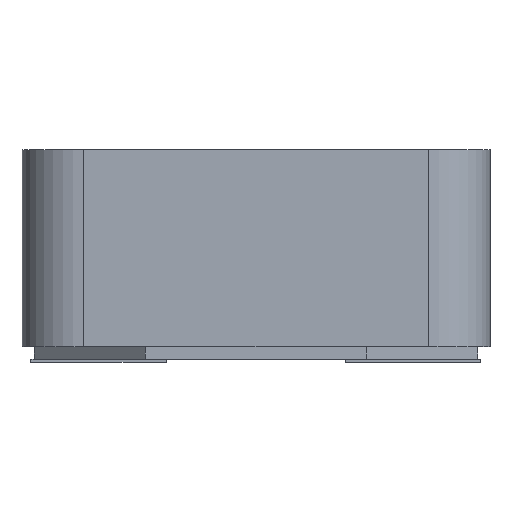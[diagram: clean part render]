
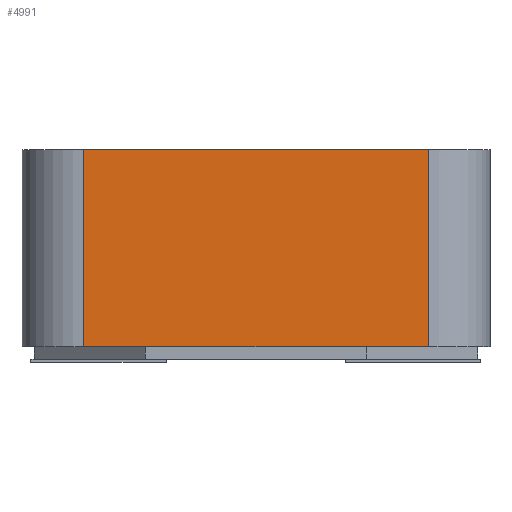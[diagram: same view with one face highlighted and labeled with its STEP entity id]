
A CAD part, left-side view. The second image highlights one B-rep face of the part: STEP entity #4991.
In plain terms, the highlighted planar face has unit normal (-1, 0, 0).
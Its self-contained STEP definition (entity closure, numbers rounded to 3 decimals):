
#212 = VERTEX_POINT ( 'NONE', #1625 ) ;
#213 = LINE ( 'NONE', #2309, #988 ) ;
#229 = ORIENTED_EDGE ( 'NONE', *, *, #2335, .T. ) ;
#409 = EDGE_CURVE ( 'NONE', #212, #3090, #213, .T. ) ;
#871 = EDGE_CURVE ( 'NONE', #212, #3031, #4510, .T. ) ;
#988 = VECTOR ( 'NONE', #4435, 1000. ) ;
#1223 = VECTOR ( 'NONE', #6219, 1000. ) ;
#1625 = CARTESIAN_POINT ( 'NONE',  ( -3.8, -2.8, 0.2 ) ) ;
#1754 = DIRECTION ( 'NONE',  ( 0., -1., 0. ) ) ;
#1923 = DIRECTION ( 'NONE',  ( 0., 1., 0. ) ) ;
#2125 = CARTESIAN_POINT ( 'NONE',  ( -3.8, 2.8, 3.4 ) ) ;
#2169 = ORIENTED_EDGE ( 'NONE', *, *, #871, .F. ) ;
#2195 = VECTOR ( 'NONE', #1923, 1000. ) ;
#2204 = EDGE_LOOP ( 'NONE', ( #2169, #2336, #3656, #229 ) ) ;
#2309 = CARTESIAN_POINT ( 'NONE',  ( -3.8, -2.8, 3.4 ) ) ;
#2335 = EDGE_CURVE ( 'NONE', #2356, #3031, #3244, .T. ) ;
#2336 = ORIENTED_EDGE ( 'NONE', *, *, #409, .T. ) ;
#2356 = VERTEX_POINT ( 'NONE', #4861 ) ;
#2396 = CARTESIAN_POINT ( 'NONE',  ( -3.8, 3.8, 3.4 ) ) ;
#2804 = VECTOR ( 'NONE', #1754, 1000. ) ;
#2854 = DIRECTION ( 'NONE',  ( 1., 0., 0. ) ) ;
#3031 = VERTEX_POINT ( 'NONE', #5238 ) ;
#3090 = VERTEX_POINT ( 'NONE', #3875 ) ;
#3229 = PLANE ( 'NONE',  #4394 ) ;
#3244 = LINE ( 'NONE', #2125, #1223 ) ;
#3436 = LINE ( 'NONE', #2396, #2804 ) ;
#3439 = CARTESIAN_POINT ( 'NONE',  ( -3.8, 3.8, 0.2 ) ) ;
#3656 = ORIENTED_EDGE ( 'NONE', *, *, #5714, .F. ) ;
#3875 = CARTESIAN_POINT ( 'NONE',  ( -3.8, -2.8, 3.4 ) ) ;
#4394 = AXIS2_PLACEMENT_3D ( 'NONE', #5923, #2854, #5134 ) ;
#4435 = DIRECTION ( 'NONE',  ( 0., 0., 1. ) ) ;
#4510 = LINE ( 'NONE', #3439, #2195 ) ;
#4861 = CARTESIAN_POINT ( 'NONE',  ( -3.8, 2.8, 3.4 ) ) ;
#4991 = ADVANCED_FACE ( 'NONE', ( #5790 ), #3229, .F. ) ;
#5134 = DIRECTION ( 'NONE',  ( 0., 0., -1. ) ) ;
#5238 = CARTESIAN_POINT ( 'NONE',  ( -3.8, 2.8, 0.2 ) ) ;
#5714 = EDGE_CURVE ( 'NONE', #2356, #3090, #3436, .T. ) ;
#5790 = FACE_OUTER_BOUND ( 'NONE', #2204, .T. ) ;
#5923 = CARTESIAN_POINT ( 'NONE',  ( -3.8, 3.8, 3.4 ) ) ;
#6219 = DIRECTION ( 'NONE',  ( 0., 0., -1. ) ) ;
